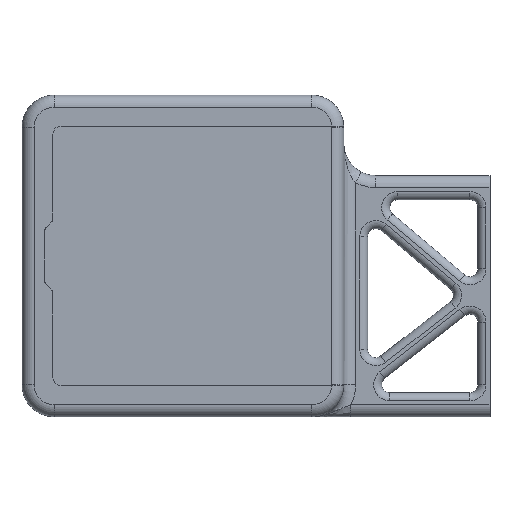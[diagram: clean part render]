
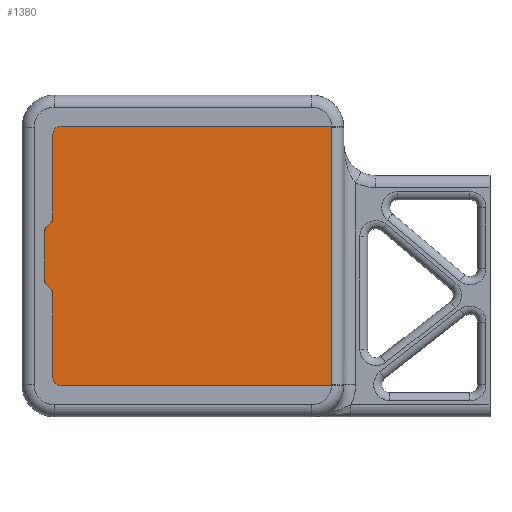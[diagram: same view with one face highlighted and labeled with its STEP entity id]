
A CAD part, top view. The second image highlights one B-rep face of the part: STEP entity #1380.
In plain terms, the highlighted planar face has unit normal (0, 0, 1).
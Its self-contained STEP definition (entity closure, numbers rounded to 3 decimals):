
#44=PLANE('',#1555);
#114=LINE('',#2314,#220);
#130=LINE('',#2596,#236);
#131=LINE('',#2624,#237);
#132=LINE('',#2628,#238);
#133=LINE('',#2632,#239);
#134=LINE('',#2636,#240);
#135=LINE('',#2640,#241);
#136=LINE('',#2643,#242);
#220=VECTOR('',#1858,10.);
#236=VECTOR('',#1932,10.);
#237=VECTOR('',#1943,10.);
#238=VECTOR('',#1946,10.);
#239=VECTOR('',#1949,10.);
#240=VECTOR('',#1952,10.);
#241=VECTOR('',#1955,10.);
#242=VECTOR('',#1958,10.);
#363=FACE_OUTER_BOUND('',#447,.T.);
#447=EDGE_LOOP('',(#1164,#1165,#1166,#1167,#1168,#1169,#1170,#1171,#1172,
#1173,#1174,#1175,#1176,#1177,#1178,#1179));
#551=CIRCLE('',#1549,20.);
#554=CIRCLE('',#1554,20.);
#555=CIRCLE('',#1556,8.2);
#556=CIRCLE('',#1557,3.8);
#557=CIRCLE('',#1558,4.2);
#558=CIRCLE('',#1559,4.2);
#559=CIRCLE('',#1560,3.8);
#560=CIRCLE('',#1561,8.2);
#641=VERTEX_POINT('',#2311);
#642=VERTEX_POINT('',#2313);
#666=VERTEX_POINT('',#2586);
#668=VERTEX_POINT('',#2592);
#670=VERTEX_POINT('',#2598);
#672=VERTEX_POINT('',#2621);
#673=VERTEX_POINT('',#2623);
#674=VERTEX_POINT('',#2625);
#675=VERTEX_POINT('',#2627);
#676=VERTEX_POINT('',#2629);
#677=VERTEX_POINT('',#2631);
#678=VERTEX_POINT('',#2633);
#679=VERTEX_POINT('',#2635);
#680=VERTEX_POINT('',#2637);
#681=VERTEX_POINT('',#2639);
#682=VERTEX_POINT('',#2641);
#810=EDGE_CURVE('',#642,#641,#114,.T.);
#847=EDGE_CURVE('',#642,#666,#551,.T.);
#850=EDGE_CURVE('',#666,#668,#130,.T.);
#853=EDGE_CURVE('',#668,#670,#554,.T.);
#854=EDGE_CURVE('',#641,#672,#555,.T.);
#855=EDGE_CURVE('',#672,#673,#131,.T.);
#856=EDGE_CURVE('',#673,#674,#556,.T.);
#857=EDGE_CURVE('',#674,#675,#132,.T.);
#858=EDGE_CURVE('',#675,#676,#557,.T.);
#859=EDGE_CURVE('',#676,#677,#133,.T.);
#860=EDGE_CURVE('',#677,#678,#558,.T.);
#861=EDGE_CURVE('',#678,#679,#134,.T.);
#862=EDGE_CURVE('',#679,#680,#559,.T.);
#863=EDGE_CURVE('',#680,#681,#135,.T.);
#864=EDGE_CURVE('',#681,#682,#560,.T.);
#865=EDGE_CURVE('',#682,#670,#136,.T.);
#1164=ORIENTED_EDGE('',*,*,#853,.F.);
#1165=ORIENTED_EDGE('',*,*,#850,.F.);
#1166=ORIENTED_EDGE('',*,*,#847,.F.);
#1167=ORIENTED_EDGE('',*,*,#810,.T.);
#1168=ORIENTED_EDGE('',*,*,#854,.T.);
#1169=ORIENTED_EDGE('',*,*,#855,.T.);
#1170=ORIENTED_EDGE('',*,*,#856,.T.);
#1171=ORIENTED_EDGE('',*,*,#857,.T.);
#1172=ORIENTED_EDGE('',*,*,#858,.T.);
#1173=ORIENTED_EDGE('',*,*,#859,.T.);
#1174=ORIENTED_EDGE('',*,*,#860,.T.);
#1175=ORIENTED_EDGE('',*,*,#861,.T.);
#1176=ORIENTED_EDGE('',*,*,#862,.T.);
#1177=ORIENTED_EDGE('',*,*,#863,.T.);
#1178=ORIENTED_EDGE('',*,*,#864,.T.);
#1179=ORIENTED_EDGE('',*,*,#865,.T.);
#1380=ADVANCED_FACE('',(#363),#44,.T.);
#1549=AXIS2_PLACEMENT_3D('',#2590,#1925,#1926);
#1554=AXIS2_PLACEMENT_3D('',#2619,#1937,#1938);
#1555=AXIS2_PLACEMENT_3D('',#2620,#1939,#1940);
#1556=AXIS2_PLACEMENT_3D('',#2622,#1941,#1942);
#1557=AXIS2_PLACEMENT_3D('',#2626,#1944,#1945);
#1558=AXIS2_PLACEMENT_3D('',#2630,#1947,#1948);
#1559=AXIS2_PLACEMENT_3D('',#2634,#1950,#1951);
#1560=AXIS2_PLACEMENT_3D('',#2638,#1953,#1954);
#1561=AXIS2_PLACEMENT_3D('',#2642,#1956,#1957);
#1858=DIRECTION('',(-1.,0.,0.));
#1925=DIRECTION('center_axis',(0.,0.,-1.));
#1926=DIRECTION('ref_axis',(1.,0.019,0.));
#1932=DIRECTION('',(0.,-1.,0.));
#1937=DIRECTION('center_axis',(0.,0.,-1.));
#1938=DIRECTION('ref_axis',(1.,-0.019,0.));
#1939=DIRECTION('center_axis',(0.,0.,1.));
#1940=DIRECTION('ref_axis',(1.,0.,0.));
#1941=DIRECTION('center_axis',(0.,0.,1.));
#1942=DIRECTION('ref_axis',(0.,1.,0.));
#1943=DIRECTION('',(0.,-1.,0.));
#1944=DIRECTION('center_axis',(0.,0.,-1.));
#1945=DIRECTION('ref_axis',(0.707,-0.707,0.));
#1946=DIRECTION('',(-0.707,-0.707,0.));
#1947=DIRECTION('center_axis',(0.,0.,1.));
#1948=DIRECTION('ref_axis',(-0.707,0.707,0.));
#1949=DIRECTION('',(0.,-1.,0.));
#1950=DIRECTION('center_axis',(0.,0.,1.));
#1951=DIRECTION('ref_axis',(-1.,0.,0.));
#1952=DIRECTION('',(0.707,-0.707,0.));
#1953=DIRECTION('center_axis',(0.,0.,-1.));
#1954=DIRECTION('ref_axis',(1.,0.,0.));
#1955=DIRECTION('',(0.,-1.,0.));
#1956=DIRECTION('center_axis',(0.,0.,1.));
#1957=DIRECTION('ref_axis',(-1.,0.,0.));
#1958=DIRECTION('',(1.,0.,0.));
#2311=CARTESIAN_POINT('',(-557.5,49.7,-4.35));
#2313=CARTESIAN_POINT('',(-288.536,49.7,-4.35));
#2314=CARTESIAN_POINT('',(-497.,49.7,-4.35));
#2586=CARTESIAN_POINT('',(-288.5,48.5,-4.35));
#2590=CARTESIAN_POINT('Origin',(-308.5,48.5,-4.35));
#2592=CARTESIAN_POINT('',(-288.5,-207.5,-4.35));
#2596=CARTESIAN_POINT('',(-288.5,0.5,-4.35));
#2598=CARTESIAN_POINT('',(-288.536,-208.7,-4.35));
#2619=CARTESIAN_POINT('Origin',(-308.5,-207.5,-4.35));
#2620=CARTESIAN_POINT('Origin',(-436.5,-79.5,-4.35));
#2621=CARTESIAN_POINT('',(-565.7,41.5,-4.35));
#2622=CARTESIAN_POINT('Origin',(-557.5,41.5,-4.35));
#2623=CARTESIAN_POINT('',(-565.7,-42.814,-4.35));
#2624=CARTESIAN_POINT('',(-565.7,-61.157,-4.35));
#2625=CARTESIAN_POINT('',(-566.813,-45.501,-4.35));
#2626=CARTESIAN_POINT('Origin',(-569.5,-42.814,-4.35));
#2627=CARTESIAN_POINT('',(-572.485,-51.172,-4.35));
#2628=CARTESIAN_POINT('',(-545.57,-24.258,-4.35));
#2629=CARTESIAN_POINT('',(-573.715,-54.142,-4.35));
#2630=CARTESIAN_POINT('Origin',(-569.515,-54.142,-4.35));
#2631=CARTESIAN_POINT('',(-573.715,-104.828,-4.35));
#2632=CARTESIAN_POINT('',(-573.715,-92.164,-4.35));
#2633=CARTESIAN_POINT('',(-572.485,-107.798,-4.35));
#2634=CARTESIAN_POINT('Origin',(-569.515,-104.828,-4.35));
#2635=CARTESIAN_POINT('',(-566.813,-113.47,-4.35));
#2636=CARTESIAN_POINT('',(-542.727,-137.556,-4.35));
#2637=CARTESIAN_POINT('',(-565.7,-116.157,-4.35));
#2638=CARTESIAN_POINT('Origin',(-569.5,-116.157,-4.35));
#2639=CARTESIAN_POINT('',(-565.7,-200.5,-4.35));
#2640=CARTESIAN_POINT('',(-565.7,-140.,-4.35));
#2641=CARTESIAN_POINT('',(-557.5,-208.7,-4.35));
#2642=CARTESIAN_POINT('Origin',(-557.5,-200.5,-4.35));
#2643=CARTESIAN_POINT('',(-356.5,-208.7,-4.35));
